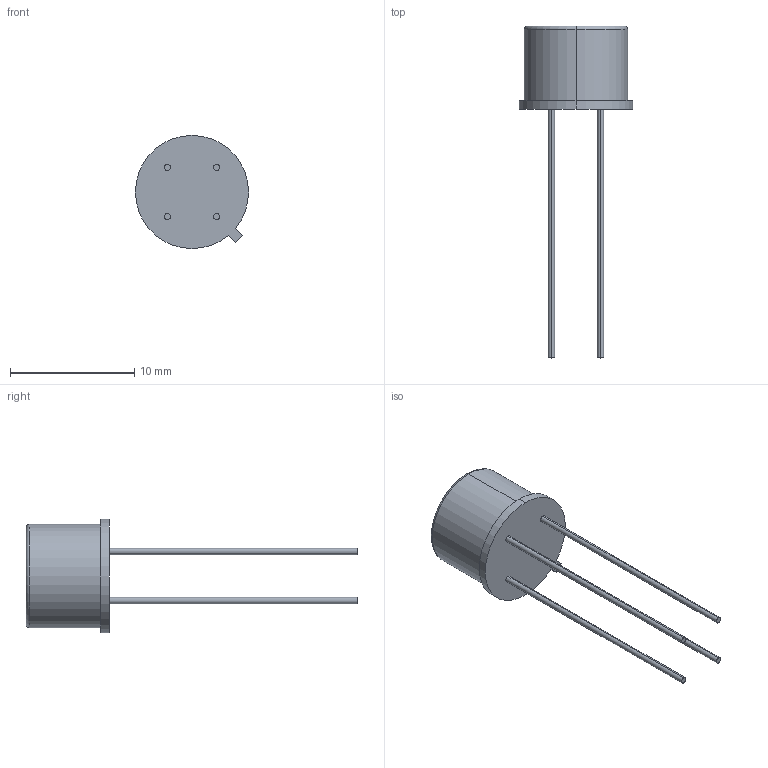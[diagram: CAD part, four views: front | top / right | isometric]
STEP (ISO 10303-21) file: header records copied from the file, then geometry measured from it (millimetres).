
FILE_DESCRIPTION (( 'STEP AP214' ), '1' );
FILE_NAME ('12408-E0W.STEP', '2013-04-11T14:18:25', ( 'Admin' ), ( '' ), 'SwSTEP 2.0', 'SolidWorks 2012', '' );
FILE_SCHEMA (( 'AUTOMOTIVE_DESIGN' ));
Length unit declared in the file: millimetre
Products named in the file (1): 12408-E0W
Bounding box: 9.1 x 26.7 x 9.1 mm (x, y, z)
Volume: 93.2 mm3; surface area: 640.5 mm2
Topology: 3 solids, 3 shells, 49 faces, 100 edges, 66 vertices
Faces by surface type: plane 26, cylinder 21, torus 2
Entity records: 1895 total; most frequent: DIRECTION 246, CARTESIAN_POINT 216, ORIENTED_EDGE 200, EDGE_CURVE 100, AXIS2_PLACEMENT_3D 96, VERTEX_POINT 66, EDGE_LOOP 58, VECTOR 54
